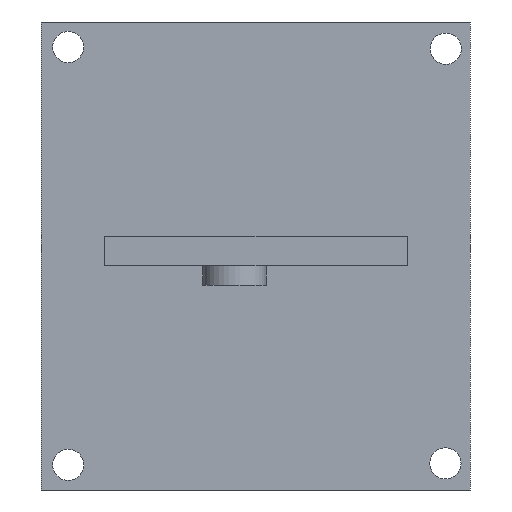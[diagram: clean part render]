
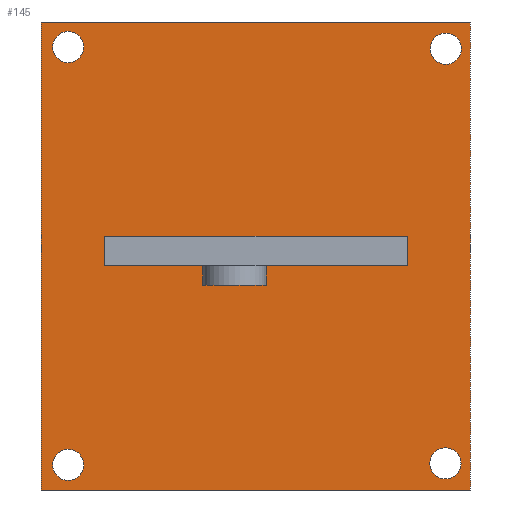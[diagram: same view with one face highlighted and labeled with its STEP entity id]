
A CAD part, front view. The second image highlights one B-rep face of the part: STEP entity #145.
In plain terms, the highlighted planar face has unit normal (0, -1, 0).
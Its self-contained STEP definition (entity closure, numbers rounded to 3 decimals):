
#24 = VERTEX_POINT('',#25);
#25 = CARTESIAN_POINT('',(-15.5,30.5,0.));
#40 = VERTEX_POINT('',#41);
#41 = CARTESIAN_POINT('',(15.5,30.5,0.));
#47 = EDGE_CURVE('',#24,#40,#48,.T.);
#48 = LINE('',#49,#50);
#49 = CARTESIAN_POINT('',(-15.5,30.5,0.));
#50 = VECTOR('',#51,1.);
#51 = DIRECTION('',(1.,0.,0.));
#95 = EDGE_CURVE('',#24,#96,#98,.T.);
#96 = VERTEX_POINT('',#97);
#97 = CARTESIAN_POINT('',(-15.5,30.5,-3.));
#98 = LINE('',#99,#100);
#99 = CARTESIAN_POINT('',(-15.5,30.5,0.));
#100 = VECTOR('',#101,1.);
#101 = DIRECTION('',(0.,0.,-1.));
#145 = ADVANCED_FACE('',(#146,#180,#191,#202,#220,#231),#242,.F.);
#146 = FACE_BOUND('',#147,.F.);
#147 = EDGE_LOOP('',(#148,#158,#166,#174));
#148 = ORIENTED_EDGE('',*,*,#149,.T.);
#149 = EDGE_CURVE('',#150,#152,#154,.T.);
#150 = VERTEX_POINT('',#151);
#151 = CARTESIAN_POINT('',(22.,30.5,22.));
#152 = VERTEX_POINT('',#153);
#153 = CARTESIAN_POINT('',(22.,30.5,-26.));
#154 = LINE('',#155,#156);
#155 = CARTESIAN_POINT('',(22.,30.5,22.));
#156 = VECTOR('',#157,1.);
#157 = DIRECTION('',(0.,0.,-1.));
#158 = ORIENTED_EDGE('',*,*,#159,.T.);
#159 = EDGE_CURVE('',#152,#160,#162,.T.);
#160 = VERTEX_POINT('',#161);
#161 = CARTESIAN_POINT('',(-22.,30.5,-26.));
#162 = LINE('',#163,#164);
#163 = CARTESIAN_POINT('',(22.,30.5,-26.));
#164 = VECTOR('',#165,1.);
#165 = DIRECTION('',(-1.,0.,0.));
#166 = ORIENTED_EDGE('',*,*,#167,.T.);
#167 = EDGE_CURVE('',#160,#168,#170,.T.);
#168 = VERTEX_POINT('',#169);
#169 = CARTESIAN_POINT('',(-22.,30.5,22.));
#170 = LINE('',#171,#172);
#171 = CARTESIAN_POINT('',(-22.,30.5,-26.));
#172 = VECTOR('',#173,1.);
#173 = DIRECTION('',(0.,0.,1.));
#174 = ORIENTED_EDGE('',*,*,#175,.T.);
#175 = EDGE_CURVE('',#168,#150,#176,.T.);
#176 = LINE('',#177,#178);
#177 = CARTESIAN_POINT('',(-22.,30.5,22.));
#178 = VECTOR('',#179,1.);
#179 = DIRECTION('',(1.,0.,0.));
#180 = FACE_BOUND('',#181,.F.);
#181 = EDGE_LOOP('',(#182));
#182 = ORIENTED_EDGE('',*,*,#183,.T.);
#183 = EDGE_CURVE('',#184,#184,#186,.T.);
#184 = VERTEX_POINT('',#185);
#185 = CARTESIAN_POINT('',(-17.671,30.5,-23.428));
#186 = CIRCLE('',#187,1.6);
#187 = AXIS2_PLACEMENT_3D('',#188,#189,#190);
#188 = CARTESIAN_POINT('',(-19.271,30.5,-23.428));
#189 = DIRECTION('',(0.,-1.,0.));
#190 = DIRECTION('',(1.,0.,0.));
#191 = FACE_BOUND('',#192,.F.);
#192 = EDGE_LOOP('',(#193));
#193 = ORIENTED_EDGE('',*,*,#194,.T.);
#194 = EDGE_CURVE('',#195,#195,#197,.T.);
#195 = VERTEX_POINT('',#196);
#196 = CARTESIAN_POINT('',(-17.671,30.5,19.432));
#197 = CIRCLE('',#198,1.6);
#198 = AXIS2_PLACEMENT_3D('',#199,#200,#201);
#199 = CARTESIAN_POINT('',(-19.271,30.5,19.432));
#200 = DIRECTION('',(0.,-1.,0.));
#201 = DIRECTION('',(1.,0.,0.));
#202 = FACE_BOUND('',#203,.F.);
#203 = EDGE_LOOP('',(#204,#205,#206,#214));
#204 = ORIENTED_EDGE('',*,*,#47,.F.);
#205 = ORIENTED_EDGE('',*,*,#95,.T.);
#206 = ORIENTED_EDGE('',*,*,#207,.T.);
#207 = EDGE_CURVE('',#96,#208,#210,.T.);
#208 = VERTEX_POINT('',#209);
#209 = CARTESIAN_POINT('',(15.5,30.5,-3.));
#210 = LINE('',#211,#212);
#211 = CARTESIAN_POINT('',(-15.5,30.5,-3.));
#212 = VECTOR('',#213,1.);
#213 = DIRECTION('',(1.,0.,0.));
#214 = ORIENTED_EDGE('',*,*,#215,.F.);
#215 = EDGE_CURVE('',#40,#208,#216,.T.);
#216 = LINE('',#217,#218);
#217 = CARTESIAN_POINT('',(15.5,30.5,0.));
#218 = VECTOR('',#219,1.);
#219 = DIRECTION('',(0.,0.,-1.));
#220 = FACE_BOUND('',#221,.F.);
#221 = EDGE_LOOP('',(#222));
#222 = ORIENTED_EDGE('',*,*,#223,.T.);
#223 = EDGE_CURVE('',#224,#224,#226,.T.);
#224 = VERTEX_POINT('',#225);
#225 = CARTESIAN_POINT('',(21.028,30.5,-23.271));
#226 = CIRCLE('',#227,1.6);
#227 = AXIS2_PLACEMENT_3D('',#228,#229,#230);
#228 = CARTESIAN_POINT('',(19.428,30.5,-23.271));
#229 = DIRECTION('',(0.,-1.,0.));
#230 = DIRECTION('',(1.,0.,0.));
#231 = FACE_BOUND('',#232,.F.);
#232 = EDGE_LOOP('',(#233));
#233 = ORIENTED_EDGE('',*,*,#234,.T.);
#234 = EDGE_CURVE('',#235,#235,#237,.T.);
#235 = VERTEX_POINT('',#236);
#236 = CARTESIAN_POINT('',(21.062,30.5,19.26));
#237 = CIRCLE('',#238,1.6);
#238 = AXIS2_PLACEMENT_3D('',#239,#240,#241);
#239 = CARTESIAN_POINT('',(19.462,30.5,19.26));
#240 = DIRECTION('',(0.,-1.,0.));
#241 = DIRECTION('',(1.,0.,0.));
#242 = PLANE('',#243);
#243 = AXIS2_PLACEMENT_3D('',#244,#245,#246);
#244 = CARTESIAN_POINT('',(0.,30.5,-2.));
#245 = DIRECTION('',(0.,1.,0.));
#246 = DIRECTION('',(0.,0.,1.));
